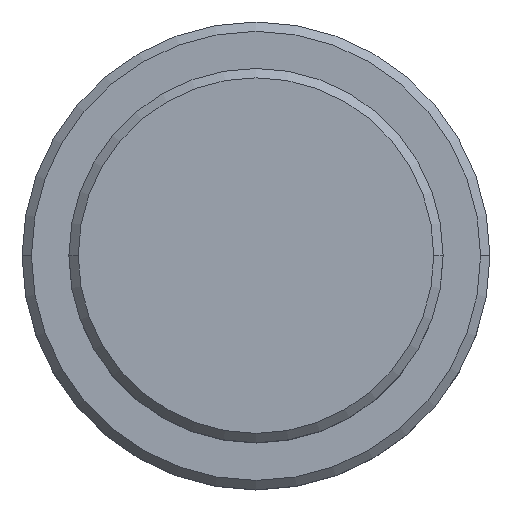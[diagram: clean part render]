
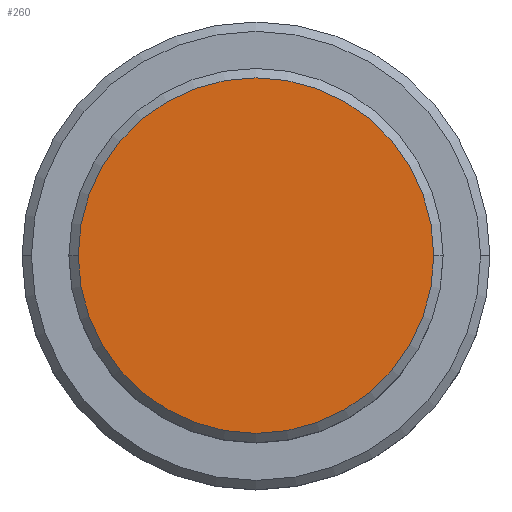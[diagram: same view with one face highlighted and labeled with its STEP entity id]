
A CAD part, top view. The second image highlights one B-rep face of the part: STEP entity #260.
In plain terms, the highlighted planar face has unit normal (0, 0, 1).
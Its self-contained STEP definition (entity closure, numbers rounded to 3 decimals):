
#25 = DIRECTION ( 'NONE',  ( 1., 0., 0. ) ) ;
#198 = CARTESIAN_POINT ( 'NONE',  ( 9.5, 0., 0. ) ) ;
#241 = DIRECTION ( 'NONE',  ( 0., 0., 1. ) ) ;
#242 = ORIENTED_EDGE ( 'NONE', *, *, #389, .T. ) ;
#258 = EDGE_LOOP ( 'NONE', ( #242, #1267 ) ) ;
#260 = ADVANCED_FACE ( 'NONE', ( #789 ), #1005, .T. ) ;
#347 = DIRECTION ( 'NONE',  ( 1., 0., 0. ) ) ;
#389 = EDGE_CURVE ( 'NONE', #657, #1321, #988, .T. ) ;
#391 = CIRCLE ( 'NONE', #705, 9.5 ) ;
#547 = AXIS2_PLACEMENT_3D ( 'NONE', #706, #1027, #804 ) ;
#657 = VERTEX_POINT ( 'NONE', #1290 ) ;
#705 = AXIS2_PLACEMENT_3D ( 'NONE', #1111, #1326, #347 ) ;
#706 = CARTESIAN_POINT ( 'NONE',  ( 0., 0., 0. ) ) ;
#789 = FACE_OUTER_BOUND ( 'NONE', #258, .T. ) ;
#804 = DIRECTION ( 'NONE',  ( 1., 0., 0. ) ) ;
#913 = AXIS2_PLACEMENT_3D ( 'NONE', #1314, #241, #25 ) ;
#988 = CIRCLE ( 'NONE', #547, 9.5 ) ;
#1005 = PLANE ( 'NONE',  #913 ) ;
#1027 = DIRECTION ( 'NONE',  ( 0., 0., 1. ) ) ;
#1111 = CARTESIAN_POINT ( 'NONE',  ( 0., 0., 0. ) ) ;
#1267 = ORIENTED_EDGE ( 'NONE', *, *, #1341, .T. ) ;
#1290 = CARTESIAN_POINT ( 'NONE',  ( -9.5, 0., 0. ) ) ;
#1314 = CARTESIAN_POINT ( 'NONE',  ( 0., 0., 0. ) ) ;
#1321 = VERTEX_POINT ( 'NONE', #198 ) ;
#1326 = DIRECTION ( 'NONE',  ( 0., 0., 1. ) ) ;
#1341 = EDGE_CURVE ( 'NONE', #1321, #657, #391, .T. ) ;
